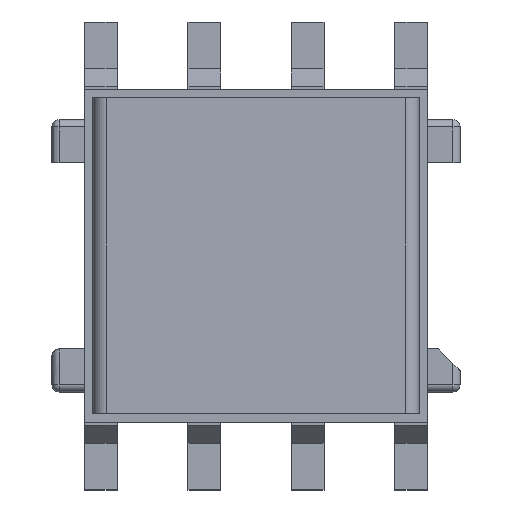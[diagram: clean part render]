
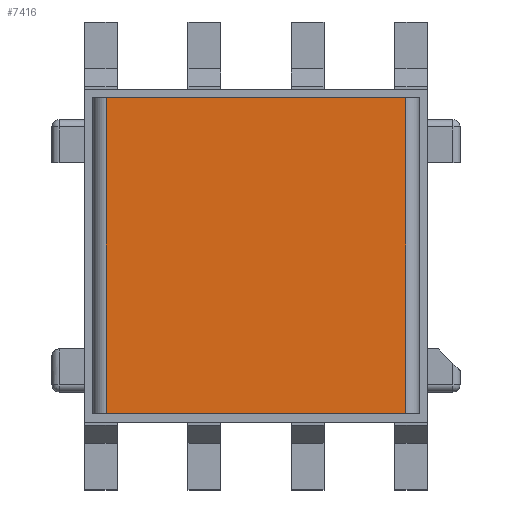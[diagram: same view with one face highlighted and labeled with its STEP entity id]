
A CAD part, top view. The second image highlights one B-rep face of the part: STEP entity #7416.
In plain terms, the highlighted face is planar.
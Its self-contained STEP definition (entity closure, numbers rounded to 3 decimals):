
#702=LINE('',#11113,#1217);
#718=LINE('',#11149,#1233);
#719=LINE('',#11152,#1234);
#720=LINE('',#11153,#1235);
#1217=VECTOR('',#9400,1000.);
#1233=VECTOR('',#9434,1000.);
#1234=VECTOR('',#9435,1000.);
#1235=VECTOR('',#9436,1000.);
#2714=ORIENTED_EDGE('',*,*,#3481,.T.);
#2715=ORIENTED_EDGE('',*,*,#3482,.T.);
#2716=ORIENTED_EDGE('',*,*,#3464,.T.);
#2717=ORIENTED_EDGE('',*,*,#3483,.T.);
#3464=EDGE_CURVE('',#3929,#3928,#702,.T.);
#3481=EDGE_CURVE('',#3940,#3941,#718,.T.);
#3482=EDGE_CURVE('',#3941,#3929,#719,.T.);
#3483=EDGE_CURVE('',#3928,#3940,#720,.T.);
#3928=VERTEX_POINT('',#11112);
#3929=VERTEX_POINT('',#11114);
#3940=VERTEX_POINT('',#11150);
#3941=VERTEX_POINT('',#11151);
#4457=EDGE_LOOP('',(#2714,#2715,#2716,#2717));
#4779=FACE_BOUND('',#4457,.T.);
#4942=PLANE('',#7925);
#7416=ADVANCED_FACE('',(#4779),#4942,.T.);
#7925=AXIS2_PLACEMENT_3D('',#11148,#9432,#9433);
#9400=DIRECTION('',(0.,0.,-1.));
#9432=DIRECTION('',(0.,1.,0.));
#9433=DIRECTION('',(0.,0.,1.));
#9434=DIRECTION('',(0.,0.,1.));
#9435=DIRECTION('',(1.,0.,0.));
#9436=DIRECTION('',(-1.,0.,0.));
#11112=CARTESIAN_POINT('',(2.896,5.158,-2.748));
#11113=CARTESIAN_POINT('',(2.896,5.158,3.002));
#11114=CARTESIAN_POINT('',(2.896,5.158,2.752));
#11148=CARTESIAN_POINT('',(-2.904,5.158,-2.998));
#11149=CARTESIAN_POINT('',(-2.904,5.158,-2.998));
#11150=CARTESIAN_POINT('',(-2.904,5.158,-2.748));
#11151=CARTESIAN_POINT('',(-2.904,5.158,2.752));
#11152=CARTESIAN_POINT('',(-2.904,5.158,2.752));
#11153=CARTESIAN_POINT('',(-2.904,5.158,-2.748));
